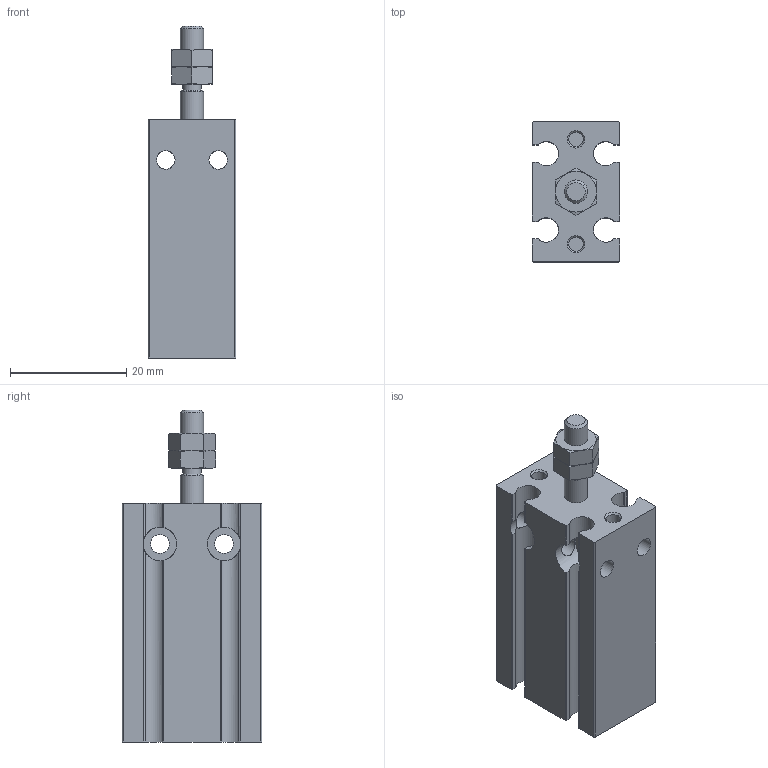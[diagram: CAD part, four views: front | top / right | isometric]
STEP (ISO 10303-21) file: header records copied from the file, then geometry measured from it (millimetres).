
FILE_DESCRIPTION( ( 'STEP AP203' ), '1' );
FILE_NAME( 'EU10X5-0()(0).stp', '2021-10-12T02:16:09', ( 'License CC BY-ND 4.0' ), ( 'CADENAS' ), ' ', 'PARTsolutions', ' ' );
FILE_SCHEMA( ( 'CONFIG_CONTROL_DESIGN' ) );
Length unit declared in the file: millimetre
Products named in the file (4): EU10X5-0()(0); _EU10X5-0()(0-dummy); _EU10X5-()(-body); _EU10X5-(0-rod)
Assembly tree (3 placements, depth 2):
  EU10X5-0()(0)
    _EU10X5-0()(0-dummy)
    _EU10X5-()(-body)
    _EU10X5-(0-rod)
Bounding box: 15 x 24 x 57 mm (x, y, z)
Volume: 11635 mm3; surface area: 7585.8 mm2
Topology: 2 solids, 2 shells, 158 faces, 403 edges, 258 vertices
Faces by surface type: cylinder 72, plane 56, cone 30
Full cylindrical faces by diameter (mm): 2.459 x4, 3.141 x1, 3.2 x8, 4 x3, 4.134 x2, 5.8 x4, 10 x2
Entity records: 5427 total; most frequent: CARTESIAN_POINT 1749, ORIENTED_EDGE 728, DIRECTION 688, EDGE_CURVE 364, AXIS2_PLACEMENT_3D 278, VERTEX_POINT 248, EDGE_LOOP 212, FACE_OUTER_BOUND 182
